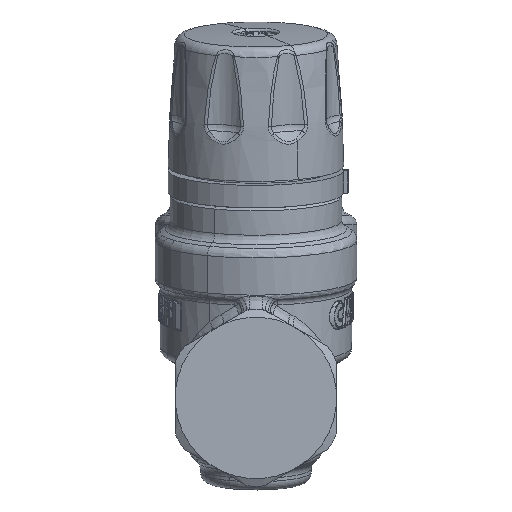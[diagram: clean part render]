
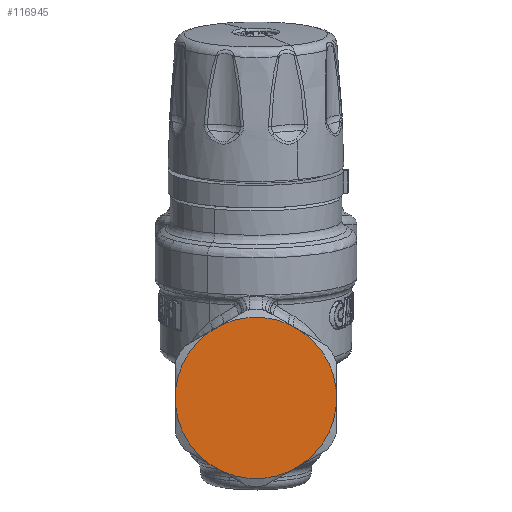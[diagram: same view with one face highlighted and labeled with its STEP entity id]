
A CAD part, front view. The second image highlights one B-rep face of the part: STEP entity #116945.
In plain terms, the highlighted planar face has unit normal (0, -1, 0).
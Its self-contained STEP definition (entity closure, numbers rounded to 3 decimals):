
#8054=CARTESIAN_POINT('Vertex',(15.942,-77.611,26.435)) ;
#8057=CARTESIAN_POINT('Line Origine',(15.942,-77.611,24.887)) ;
#8061=CARTESIAN_POINT('Vertex',(15.942,-77.611,23.34)) ;
#8680=CARTESIAN_POINT('Vertex',(6.639,-77.611,39.452)) ;
#8683=CARTESIAN_POINT('Line Origine',(7.979,-77.611,38.679)) ;
#8687=CARTESIAN_POINT('Vertex',(9.32,-77.611,37.905)) ;
#9163=CARTESIAN_POINT('Vertex',(-9.286,-77.611,37.905)) ;
#9166=CARTESIAN_POINT('Line Origine',(-7.946,-77.611,38.679)) ;
#9170=CARTESIAN_POINT('Vertex',(-6.605,-77.611,39.452)) ;
#9592=CARTESIAN_POINT('Vertex',(-15.908,-77.611,23.34)) ;
#9595=CARTESIAN_POINT('Line Origine',(-15.908,-77.611,24.887)) ;
#9599=CARTESIAN_POINT('Vertex',(-15.908,-77.611,26.435)) ;
#10247=CARTESIAN_POINT('Vertex',(-6.605,-77.611,10.322)) ;
#10250=CARTESIAN_POINT('Line Origine',(-7.946,-77.611,11.096)) ;
#10254=CARTESIAN_POINT('Vertex',(-9.286,-77.611,11.869)) ;
#10902=CARTESIAN_POINT('Vertex',(9.32,-77.611,11.869)) ;
#10905=CARTESIAN_POINT('Line Origine',(7.979,-77.611,11.096)) ;
#10909=CARTESIAN_POINT('Vertex',(6.639,-77.611,10.322)) ;
#116896=CARTESIAN_POINT('Axis2P3D Location',(0.017,-77.611,40.887)) ;
#116901=CARTESIAN_POINT('Axis2P3D Location',(0.017,-77.611,24.887)) ;
#116906=CARTESIAN_POINT('Axis2P3D Location',(0.017,-77.611,24.887)) ;
#116911=CARTESIAN_POINT('Axis2P3D Location',(0.017,-77.611,24.887)) ;
#116916=CARTESIAN_POINT('Axis2P3D Location',(0.017,-77.611,24.887)) ;
#116921=CARTESIAN_POINT('Axis2P3D Location',(0.017,-77.611,24.887)) ;
#116926=CARTESIAN_POINT('Axis2P3D Location',(0.017,-77.611,24.887)) ;
#8058=DIRECTION('Vector Direction',(0.,0.,1.)) ;
#8684=DIRECTION('Vector Direction',(0.866,0.,-0.5)) ;
#9167=DIRECTION('Vector Direction',(-0.866,0.,-0.5)) ;
#9596=DIRECTION('Vector Direction',(0.,0.,-1.)) ;
#10251=DIRECTION('Vector Direction',(-0.866,0.,0.5)) ;
#10906=DIRECTION('Vector Direction',(0.866,0.,0.5)) ;
#116897=DIRECTION('Axis2P3D Direction',(0.,-1.,0.)) ;
#116898=DIRECTION('Axis2P3D XDirection',(1.,0.,0.)) ;
#116902=DIRECTION('Axis2P3D Direction',(0.,-1.,0.)) ;
#116907=DIRECTION('Axis2P3D Direction',(0.,-1.,0.)) ;
#116912=DIRECTION('Axis2P3D Direction',(0.,-1.,0.)) ;
#116917=DIRECTION('Axis2P3D Direction',(0.,-1.,0.)) ;
#116922=DIRECTION('Axis2P3D Direction',(0.,-1.,0.)) ;
#116927=DIRECTION('Axis2P3D Direction',(0.,-1.,0.)) ;
#116899=AXIS2_PLACEMENT_3D('Plane Axis2P3D',#116896,#116897,#116898) ;
#116903=AXIS2_PLACEMENT_3D('Circle Axis2P3D',#116901,#116902,$) ;
#116908=AXIS2_PLACEMENT_3D('Circle Axis2P3D',#116906,#116907,$) ;
#116913=AXIS2_PLACEMENT_3D('Circle Axis2P3D',#116911,#116912,$) ;
#116918=AXIS2_PLACEMENT_3D('Circle Axis2P3D',#116916,#116917,$) ;
#116923=AXIS2_PLACEMENT_3D('Circle Axis2P3D',#116921,#116922,$) ;
#116928=AXIS2_PLACEMENT_3D('Circle Axis2P3D',#116926,#116927,$) ;
#116932=ORIENTED_EDGE('',*,*,#8063,.T.) ;
#116933=ORIENTED_EDGE('',*,*,#116905,.T.) ;
#116934=ORIENTED_EDGE('',*,*,#8689,.F.) ;
#116935=ORIENTED_EDGE('',*,*,#116910,.T.) ;
#116936=ORIENTED_EDGE('',*,*,#9172,.T.) ;
#116937=ORIENTED_EDGE('',*,*,#116915,.T.) ;
#116938=ORIENTED_EDGE('',*,*,#9601,.T.) ;
#116939=ORIENTED_EDGE('',*,*,#116920,.T.) ;
#116940=ORIENTED_EDGE('',*,*,#10256,.F.) ;
#116941=ORIENTED_EDGE('',*,*,#116925,.T.) ;
#116942=ORIENTED_EDGE('',*,*,#10911,.T.) ;
#116943=ORIENTED_EDGE('',*,*,#116930,.T.) ;
#8059=VECTOR('Line Direction',#8058,1.) ;
#8685=VECTOR('Line Direction',#8684,1.) ;
#9168=VECTOR('Line Direction',#9167,1.) ;
#9597=VECTOR('Line Direction',#9596,1.) ;
#10252=VECTOR('Line Direction',#10251,1.) ;
#10907=VECTOR('Line Direction',#10906,1.) ;
#116945=ADVANCED_FACE('PartBody',(#116944),#116900,.T.) ;
#116904=CIRCLE('generated circle',#116903,16.) ;
#116909=CIRCLE('generated circle',#116908,16.) ;
#116914=CIRCLE('generated circle',#116913,16.) ;
#116919=CIRCLE('generated circle',#116918,16.) ;
#116924=CIRCLE('generated circle',#116923,16.) ;
#116929=CIRCLE('generated circle',#116928,16.) ;
#8063=EDGE_CURVE('',#8062,#8055,#8060,.T.) ;
#8689=EDGE_CURVE('',#8681,#8688,#8686,.T.) ;
#9172=EDGE_CURVE('',#9171,#9164,#9169,.T.) ;
#9601=EDGE_CURVE('',#9600,#9593,#9598,.T.) ;
#10256=EDGE_CURVE('',#10248,#10255,#10253,.T.) ;
#10911=EDGE_CURVE('',#10910,#10903,#10908,.T.) ;
#116905=EDGE_CURVE('',#8055,#8688,#116904,.T.) ;
#116910=EDGE_CURVE('',#8681,#9171,#116909,.T.) ;
#116915=EDGE_CURVE('',#9164,#9600,#116914,.T.) ;
#116920=EDGE_CURVE('',#9593,#10255,#116919,.T.) ;
#116925=EDGE_CURVE('',#10248,#10910,#116924,.T.) ;
#116930=EDGE_CURVE('',#10903,#8062,#116929,.T.) ;
#116931=EDGE_LOOP('',(#116932,#116933,#116934,#116935,#116936,#116937,#116938,#116939,#116940,#116941,#116942,#116943)) ;
#116944=FACE_OUTER_BOUND('',#116931,.T.) ;
#8060=LINE('Line',#8057,#8059) ;
#8686=LINE('Line',#8683,#8685) ;
#9169=LINE('Line',#9166,#9168) ;
#9598=LINE('Line',#9595,#9597) ;
#10253=LINE('Line',#10250,#10252) ;
#10908=LINE('Line',#10905,#10907) ;
#116900=PLANE('',#116899) ;
#8055=VERTEX_POINT('',#8054) ;
#8062=VERTEX_POINT('',#8061) ;
#8681=VERTEX_POINT('',#8680) ;
#8688=VERTEX_POINT('',#8687) ;
#9164=VERTEX_POINT('',#9163) ;
#9171=VERTEX_POINT('',#9170) ;
#9593=VERTEX_POINT('',#9592) ;
#9600=VERTEX_POINT('',#9599) ;
#10248=VERTEX_POINT('',#10247) ;
#10255=VERTEX_POINT('',#10254) ;
#10903=VERTEX_POINT('',#10902) ;
#10910=VERTEX_POINT('',#10909) ;
